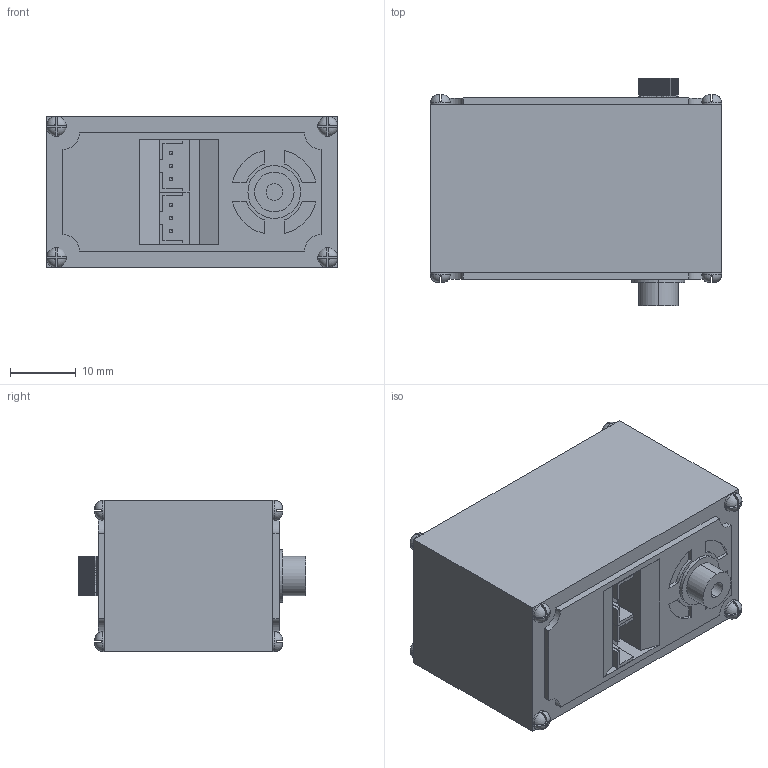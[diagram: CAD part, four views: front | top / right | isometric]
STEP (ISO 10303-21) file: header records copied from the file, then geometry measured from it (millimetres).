
FILE_DESCRIPTION (( 'STEP AP203' ), '1' );
FILE_NAME ('LX15D-SERVO.step_Default_sldprt.STEP', '2019-09-14T15:53:01', ( '' ), ( '' ), 'SwSTEP 2.0', 'SolidWorks 2018', '' );
FILE_SCHEMA (( 'CONFIG_CONTROL_DESIGN' ));
Length unit declared in the file: millimetre
Products named in the file (1): LX15D-SERVO.step_Default_sldprt
Bounding box: 44.17 x 34.5 x 22.95 mm (x, y, z)
Volume: 26904.1 mm3; surface area: 7001.9 mm2
Topology: 18 solids, 18 shells, 558 faces, 1414 edges, 896 vertices
Faces by surface type: plane 450, cylinder 92, torus 16
Entity records: 17969 total; most frequent: CARTESIAN_POINT 4443, ORIENTED_EDGE 2828, DIRECTION 2744, EDGE_CURVE 1414, LINE 974, VECTOR 974, VERTEX_POINT 896, AXIS2_PLACEMENT_3D 885
